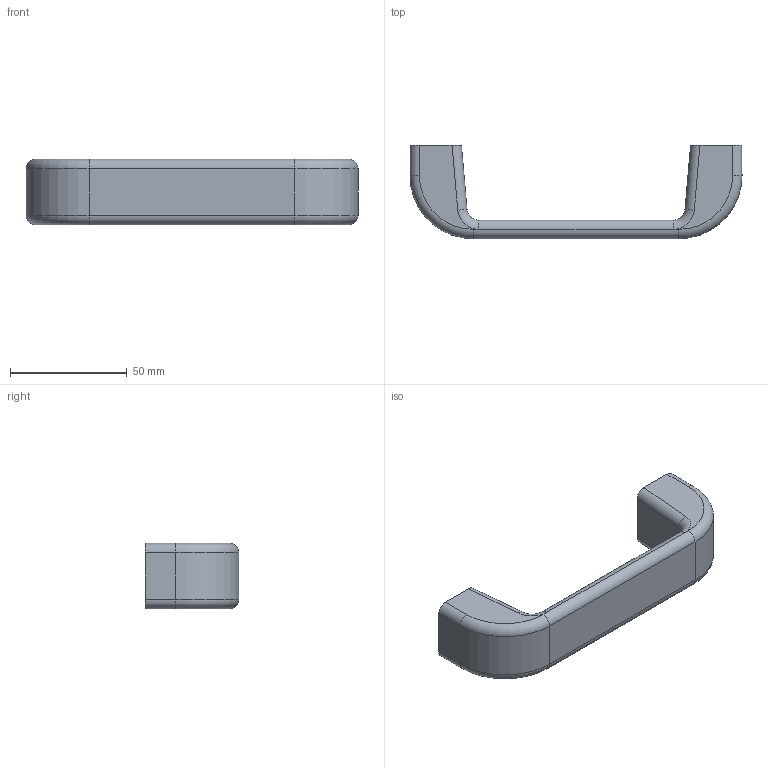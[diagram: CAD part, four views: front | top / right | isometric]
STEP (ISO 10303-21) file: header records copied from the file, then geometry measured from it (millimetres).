
FILE_DESCRIPTION(/* description */ (''),/* implementation_level */ '2;1');
FILE_NAME(/* name */ '140000',/* time_stamp */ '2014-10-06T13:24:56+02:00',/* author */ (''),/* organization */ (''),/* preprocessor_version */ 'ST-DEVELOPER v14',/* originating_system */ 'HiCAD 2013 1802.4 Build 509',/* authorisation */ '');
FILE_SCHEMA (('AUTOMOTIVE_DESIGN { 1 0 10303 214 1 1 1 1 }'));
Length unit declared in the file: millimetre
Products named in the file (2): Root; 140000 Beugelgreep, L = 122BOIKON0
Assembly tree (1 placements, depth 2):
  Root
    140000 Beugelgreep, L = 122BOIKON0
Bounding box: 142 x 40 x 28 mm (x, y, z)
Volume: 62348.2 mm3; surface area: 14792.2 mm2
Topology: 1 solids, 1 shells, 40 faces, 94 edges, 57 vertices
Faces by surface type: cylinder 18, plane 12, torus 8, cone 2
Full cylindrical faces by diameter (mm): 6.2 x2
Entity records: 1992 total; most frequent: DIRECTION 214, CARTESIAN_POINT 183, PRESENTATION_STYLE_ASSIGNMENT 173, COLOUR_RGB 173, DRAUGHTING_PRE_DEFINED_CURVE_FONT 172, CURVE_STYLE 172, OVER_RIDING_STYLED_ITEM 172, ORIENTED_EDGE 172
